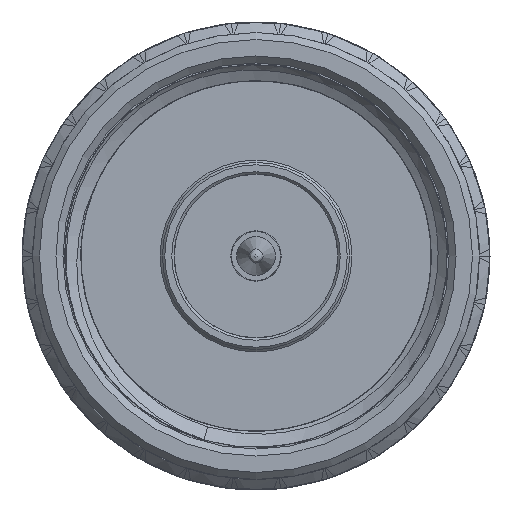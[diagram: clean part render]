
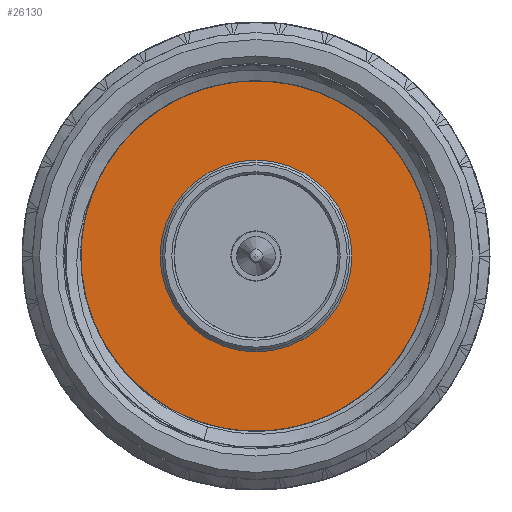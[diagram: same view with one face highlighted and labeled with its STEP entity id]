
A CAD part, front view. The second image highlights one B-rep face of the part: STEP entity #26130.
In plain terms, the highlighted planar face has unit normal (0, -1, 0).
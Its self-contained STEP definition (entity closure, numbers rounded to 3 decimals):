
#3195=B_SPLINE_CURVE_WITH_KNOTS('',3,(#69039,#69040,#69041,#69042),
 .UNSPECIFIED.,.F.,.F.,(4,4),(0.005,0.01),
 .UNSPECIFIED.);
#3198=B_SPLINE_CURVE_WITH_KNOTS('',3,(#69655,#69656,#69657,#69658),
 .UNSPECIFIED.,.F.,.F.,(4,4),(0.,0.005),
 .UNSPECIFIED.);
#3271=PLANE('',#26648);
#8191=ORIENTED_EDGE('',*,*,#10962,.F.);
#8192=ORIENTED_EDGE('',*,*,#10916,.T.);
#8193=ORIENTED_EDGE('',*,*,#10914,.T.);
#8194=ORIENTED_EDGE('',*,*,#10912,.F.);
#8195=ORIENTED_EDGE('',*,*,#10909,.T.);
#10909=EDGE_CURVE('',#12344,#12345,#3195,.T.);
#10912=EDGE_CURVE('',#12344,#12346,#12556,.F.);
#10914=EDGE_CURVE('',#12347,#12346,#3198,.T.);
#10916=EDGE_CURVE('',#12345,#12347,#12557,.T.);
#10962=EDGE_CURVE('',#12363,#12363,#12558,.T.);
#12344=VERTEX_POINT('',#69043);
#12345=VERTEX_POINT('',#69044);
#12346=VERTEX_POINT('',#69333);
#12347=VERTEX_POINT('',#69659);
#12363=VERTEX_POINT('',#70830);
#12556=CIRCLE('',#26645,7.99);
#12557=CIRCLE('',#26647,8.17);
#12558=CIRCLE('',#26649,4.1);
#13860=EDGE_LOOP('',(#8191));
#13861=EDGE_LOOP('',(#8192,#8193,#8194,#8195));
#15273=FACE_BOUND('',#13860,.T.);
#15274=FACE_BOUND('',#13861,.T.);
#26130=ADVANCED_FACE('',(#15273,#15274),#3271,.T.);
#26645=AXIS2_PLACEMENT_3D('',#69332,#27669,#27670);
#26647=AXIS2_PLACEMENT_3D('',#69942,#27673,#27674);
#26648=AXIS2_PLACEMENT_3D('',#70828,#27675,#27676);
#26649=AXIS2_PLACEMENT_3D('',#70829,#27677,#27678);
#27669=DIRECTION('',(0.,-1.,0.));
#27670=DIRECTION('',(1.,0.,0.));
#27673=DIRECTION('',(0.,-1.,0.));
#27674=DIRECTION('',(1.,0.,0.));
#27675=DIRECTION('',(0.,-1.,0.));
#27676=DIRECTION('',(0.,0.,1.));
#27677=DIRECTION('',(0.,-1.,0.));
#27678=DIRECTION('',(-1.,0.,0.));
#69039=CARTESIAN_POINT('',(5.822,-146.345,5.472));
#69040=CARTESIAN_POINT('',(4.733,-146.345,6.72));
#69041=CARTESIAN_POINT('',(3.249,-146.345,7.618));
#69042=CARTESIAN_POINT('',(1.618,-146.345,8.008));
#69043=CARTESIAN_POINT('',(5.822,-146.345,5.472));
#69044=CARTESIAN_POINT('',(1.618,-146.345,8.008));
#69332=CARTESIAN_POINT('',(0.,-146.345,0.));
#69333=CARTESIAN_POINT('',(-7.534,-146.345,2.66));
#69655=CARTESIAN_POINT('',(-4.707,-146.345,6.678));
#69656=CARTESIAN_POINT('',(-6.042,-146.345,5.664));
#69657=CARTESIAN_POINT('',(-7.04,-146.345,4.242));
#69658=CARTESIAN_POINT('',(-7.534,-146.345,2.66));
#69659=CARTESIAN_POINT('',(-4.707,-146.345,6.678));
#69942=CARTESIAN_POINT('',(0.,-146.345,0.));
#70828=CARTESIAN_POINT('',(0.,-146.345,0.));
#70829=CARTESIAN_POINT('',(0.,-146.345,0.));
#70830=CARTESIAN_POINT('',(-4.1,-146.345,0.));
